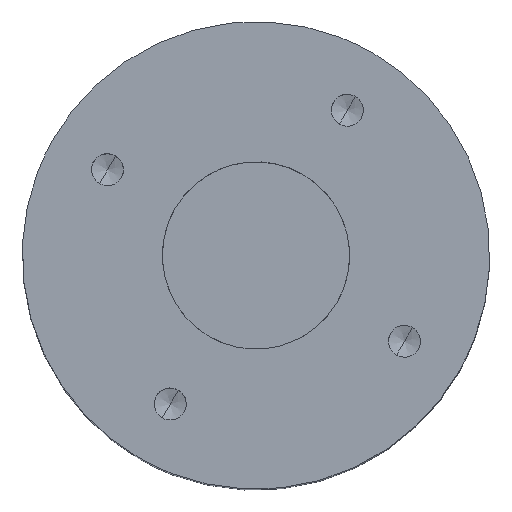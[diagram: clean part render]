
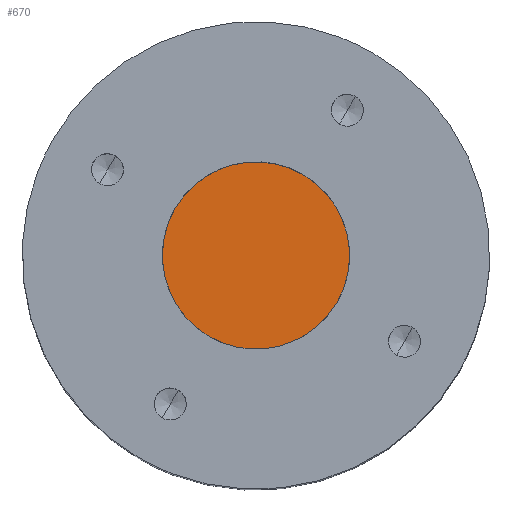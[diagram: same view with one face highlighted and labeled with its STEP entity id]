
A CAD part, top view. The second image highlights one B-rep face of the part: STEP entity #670.
In plain terms, the highlighted free-form (B-spline) face has degree [1, 1] with [2, 2] control points.
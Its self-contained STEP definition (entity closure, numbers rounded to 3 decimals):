
#10 = CARTESIAN_POINT ( 'NONE',  ( 2399.76, 2299.025, 180. ) ) ;
#33 = VERTEX_POINT ( 'NONE', #1293 ) ;
#47 = CARTESIAN_POINT ( 'NONE',  ( 2449.089, 2289.813, 180. ) ) ;
#48 = CARTESIAN_POINT ( 'NONE',  ( 2439.292, 2338.412, 180. ) ) ;
#85 = VERTEX_POINT ( 'NONE', #1637 ) ;
#125 = CARTESIAN_POINT ( 'NONE',  ( 2453.348, 2326.123, 180. ) ) ;
#138 = CARTESIAN_POINT ( 'NONE',  ( 2452.244, 2327.837, 180. ) ) ;
#162 = CARTESIAN_POINT ( 'NONE',  ( 2400.593, 2324.224, 180. ) ) ;
#193 = CARTESIAN_POINT ( 'NONE',  ( 2412.467, 2284.742, 180. ) ) ;
#211 = EDGE_CURVE ( 'NONE', #613, #33, #1844, .T. ) ;
#259 = CARTESIAN_POINT ( 'NONE',  ( 2456.411, 2302.495, 180. ) ) ;
#267 = CARTESIAN_POINT ( 'NONE',  ( 2455.148, 2298.932, 180. ) ) ;
#268 = CARTESIAN_POINT ( 'NONE',  ( 2423.769, 2340.609, 180. ) ) ;
#284 = CARTESIAN_POINT ( 'NONE',  ( 2448.411, 2332.353, 180. ) ) ;
#308 = CARTESIAN_POINT ( 'NONE',  ( 2397.941, 2304.975, 180. ) ) ;
#315 = CARTESIAN_POINT ( 'NONE',  ( 2412.467, 2284.742, 180. ) ) ;
#339 = CARTESIAN_POINT ( 'NONE',  ( 2427.095, 2280.651, 180. ) ) ;
#347 = CARTESIAN_POINT ( 'NONE',  ( 2431.191, 2280.879, 180. ) ) ;
#349 = CARTESIAN_POINT ( 'NONE',  ( 2405.87, 2331.675, 180. ) ) ;
#411 = CARTESIAN_POINT ( 'NONE',  ( 2457.473, 2308.323, 180. ) ) ;
#448 = EDGE_CURVE ( 'NONE', #33, #85, #894, .T. ) ;
#451 = CARTESIAN_POINT ( 'NONE',  ( 2397.614, 2307.033, 180. ) ) ;
#480 = CARTESIAN_POINT ( 'NONE',  ( 2415.668, 2283.075, 180. ) ) ;
#500 = CARTESIAN_POINT ( 'NONE',  ( 2435.728, 2339.675, 180. ) ) ;
#576 = CARTESIAN_POINT ( 'NONE',  ( 2415.761, 2338.464, 180. ) ) ;
#607 = CARTESIAN_POINT ( 'NONE',  ( 2409.424, 2286.68, 180. ) ) ;
#613 = VERTEX_POINT ( 'NONE', #661 ) ;
#644 = CARTESIAN_POINT ( 'NONE',  ( 2451.544, 2292.688, 180. ) ) ;
#648 = CARTESIAN_POINT ( 'NONE',  ( 2402.362, 2327.289, 180. ) ) ;
#661 = CARTESIAN_POINT ( 'NONE',  ( 2412.467, 2284.742, 180. ) ) ;
#670 = ADVANCED_FACE ( 'NONE', ( #1701 ), #1014, .F. ) ;
#731 = CARTESIAN_POINT ( 'NONE',  ( 2454.367, 2297.264, 180. ) ) ;
#745 = CARTESIAN_POINT ( 'NONE',  ( 2398.067, 2317.097, 180. ) ) ;
#754 = CARTESIAN_POINT ( 'NONE',  ( 2399.811, 2322.556, 180. ) ) ;
#760 = CARTESIAN_POINT ( 'NONE',  ( 2398.548, 2318.993, 180. ) ) ;
#796 = CARTESIAN_POINT ( 'NONE',  ( 2453.482, 2295.731, 180. ) ) ;
#801 = CARTESIAN_POINT ( 'NONE',  ( 2442.859, 2284.875, 180. ) ) ;
#811 = CARTESIAN_POINT ( 'NONE',  ( 2401.477, 2325.756, 180. ) ) ;
#862 = EDGE_CURVE ( 'NONE', #85, #1236, #1640, .T. ) ;
#878 = CARTESIAN_POINT ( 'NONE',  ( 2457.345, 2314.455, 180. ) ) ;
#894 = B_SPLINE_CURVE_WITH_KNOTS ( 'NONE', 3,
 ( #1786, #731, #267, #259, #1345, #411, #1772, #878, #1934, #1020, #1030, #125, #138, #1173, #284, #1048, #1058, #1224 ),
 .UNSPECIFIED., .F., .F.,
 ( 4, 2, 2, 2, 2, 2, 2, 2, 4 ),
 ( 270., 281.25, 292.5, 303.75, 315., 326.25, 337.5, 348.75, 360. ),
 .UNSPECIFIED. ) ;
#934 = CARTESIAN_POINT ( 'NONE',  ( 2421.126, 2281.332, 180. ) ) ;
#953 = CARTESIAN_POINT ( 'NONE',  ( 2444.573, 2285.98, 180. ) ) ;
#1014 = B_SPLINE_SURFACE_WITH_KNOTS ( 'NONE', 1, 1, ( 
 ( #1338, #1325 ),
 ( #1804, #1960 ) ),
 .UNSPECIFIED., .F., .F., .F.,
 ( 2, 2 ),
 ( 2, 2 ),
 ( -31.226, 31.226 ),
 ( -31.226, 31.226 ),
 .UNSPECIFIED. ) ;
#1020 = CARTESIAN_POINT ( 'NONE',  ( 2455.945, 2320.517, 180. ) ) ;
#1027 = CARTESIAN_POINT ( 'NONE',  ( 2401.477, 2325.756, 180. ) ) ;
#1030 = CARTESIAN_POINT ( 'NONE',  ( 2455.199, 2322.463, 180. ) ) ;
#1046 = CARTESIAN_POINT ( 'NONE',  ( 2405.185, 2290.536, 180. ) ) ;
#1048 = CARTESIAN_POINT ( 'NONE',  ( 2445.535, 2334.808, 180. ) ) ;
#1058 = CARTESIAN_POINT ( 'NONE',  ( 2444.024, 2335.862, 180. ) ) ;
#1063 = CARTESIAN_POINT ( 'NONE',  ( 2402.715, 2293.651, 180. ) ) ;
#1081 = ORIENTED_EDGE ( 'NONE', *, *, #211, .T. ) ;
#1089 = CARTESIAN_POINT ( 'NONE',  ( 2425.059, 2280.751, 180. ) ) ;
#1092 = ORIENTED_EDGE ( 'NONE', *, *, #448, .T. ) ;
#1163 = ORIENTED_EDGE ( 'NONE', *, *, #862, .T. ) ;
#1173 = CARTESIAN_POINT ( 'NONE',  ( 2449.775, 2330.952, 180. ) ) ;
#1203 = CARTESIAN_POINT ( 'NONE',  ( 2397.387, 2311.128, 180. ) ) ;
#1224 = CARTESIAN_POINT ( 'NONE',  ( 2442.492, 2336.746, 180. ) ) ;
#1236 = VERTEX_POINT ( 'NONE', #1027 ) ;
#1244 = CARTESIAN_POINT ( 'NONE',  ( 2437.253, 2282.279, 180. ) ) ;
#1293 = CARTESIAN_POINT ( 'NONE',  ( 2453.482, 2295.731, 180. ) ) ;
#1325 = CARTESIAN_POINT ( 'NONE',  ( 2384.824, 2299.314, 180. ) ) ;
#1327 = CARTESIAN_POINT ( 'NONE',  ( 2417.707, 2339.209, 180. ) ) ;
#1338 = CARTESIAN_POINT ( 'NONE',  ( 2416.05, 2353.399, 180. ) ) ;
#1345 = CARTESIAN_POINT ( 'NONE',  ( 2456.892, 2304.391, 180. ) ) ;
#1349 = CARTESIAN_POINT ( 'NONE',  ( 2401.477, 2325.756, 180. ) ) ;
#1356 = CARTESIAN_POINT ( 'NONE',  ( 2401.611, 2295.365, 180. ) ) ;
#1366 = CARTESIAN_POINT ( 'NONE',  ( 2410.935, 2285.626, 180. ) ) ;
#1384 = CARTESIAN_POINT ( 'NONE',  ( 2413.999, 2283.857, 180. ) ) ;
#1467 = CARTESIAN_POINT ( 'NONE',  ( 2421.711, 2340.282, 180. ) ) ;
#1478 = CARTESIAN_POINT ( 'NONE',  ( 2429.901, 2340.737, 180. ) ) ;
#1500 = CARTESIAN_POINT ( 'NONE',  ( 2399.014, 2300.971, 180. ) ) ;
#1505 = CARTESIAN_POINT ( 'NONE',  ( 2406.549, 2289.135, 180. ) ) ;
#1527 = EDGE_CURVE ( 'NONE', #1236, #613, #1955, .T. ) ;
#1537 = CARTESIAN_POINT ( 'NONE',  ( 2433.249, 2281.206, 180. ) ) ;
#1539 = CARTESIAN_POINT ( 'NONE',  ( 2442.492, 2336.746, 180. ) ) ;
#1542 = CARTESIAN_POINT ( 'NONE',  ( 2403.416, 2328.8, 180. ) ) ;
#1544 = CARTESIAN_POINT ( 'NONE',  ( 2439.199, 2283.024, 180. ) ) ;
#1619 = CARTESIAN_POINT ( 'NONE',  ( 2427.864, 2340.836, 180. ) ) ;
#1636 = CARTESIAN_POINT ( 'NONE',  ( 2412.101, 2336.613, 180. ) ) ;
#1637 = CARTESIAN_POINT ( 'NONE',  ( 2442.492, 2336.746, 180. ) ) ;
#1640 = B_SPLINE_CURVE_WITH_KNOTS ( 'NONE', 3,
 ( #1539, #1704, #48, #500, #1709, #1478, #1619, #268, #1467, #1327, #576, #1636, #1695, #1649, #349, #1542, #648, #811 ),
 .UNSPECIFIED., .F., .F.,
 ( 4, 2, 2, 2, 2, 2, 2, 2, 4 ),
 ( 180., 191.25, 202.5, 213.75, 225., 236.25, 247.5, 258.75, 270. ),
 .UNSPECIFIED. ) ;
#1649 = CARTESIAN_POINT ( 'NONE',  ( 2407.271, 2333.039, 180. ) ) ;
#1675 = CARTESIAN_POINT ( 'NONE',  ( 2397.487, 2313.165, 180. ) ) ;
#1690 = EDGE_LOOP ( 'NONE', ( #1163, #1735, #1081, #1092 ) ) ;
#1695 = CARTESIAN_POINT ( 'NONE',  ( 2410.387, 2335.508, 180. ) ) ;
#1701 = FACE_OUTER_BOUND ( 'NONE', #1690, .T. ) ;
#1703 = CARTESIAN_POINT ( 'NONE',  ( 2452.598, 2294.199, 180. ) ) ;
#1704 = CARTESIAN_POINT ( 'NONE',  ( 2440.96, 2337.631, 180. ) ) ;
#1709 = CARTESIAN_POINT ( 'NONE',  ( 2433.833, 2340.156, 180. ) ) ;
#1735 = ORIENTED_EDGE ( 'NONE', *, *, #1527, .T. ) ;
#1772 = CARTESIAN_POINT ( 'NONE',  ( 2457.572, 2310.36, 180. ) ) ;
#1786 = CARTESIAN_POINT ( 'NONE',  ( 2453.482, 2295.731, 180. ) ) ;
#1804 = CARTESIAN_POINT ( 'NONE',  ( 2470.135, 2322.173, 180. ) ) ;
#1838 = CARTESIAN_POINT ( 'NONE',  ( 2419.231, 2281.812, 180. ) ) ;
#1844 = B_SPLINE_CURVE_WITH_KNOTS ( 'NONE', 3,
 ( #193, #1384, #480, #1838, #934, #1089, #339, #347, #1537, #1244, #1544, #801, #953, #1860, #47, #644, #1703, #796 ),
 .UNSPECIFIED., .F., .F.,
 ( 4, 2, 2, 2, 2, 2, 2, 2, 4 ),
 ( 0., 45., 90., 135., 180., 225., 270., 315., 360. ),
 .UNSPECIFIED. ) ;
#1860 = CARTESIAN_POINT ( 'NONE',  ( 2447.688, 2288.449, 180. ) ) ;
#1934 = CARTESIAN_POINT ( 'NONE',  ( 2457.018, 2316.513, 180. ) ) ;
#1955 = B_SPLINE_CURVE_WITH_KNOTS ( 'NONE', 3,
 ( #1349, #162, #754, #760, #745, #1675, #1203, #451, #308, #1500, #10, #1356, #1063, #1046, #1505, #607, #1366, #315 ),
 .UNSPECIFIED., .F., .F.,
 ( 4, 2, 2, 2, 2, 2, 2, 2, 4 ),
 ( 90., 101.25, 112.5, 123.75, 135., 146.25, 157.5, 168.75, 180. ),
 .UNSPECIFIED. ) ;
#1960 = CARTESIAN_POINT ( 'NONE',  ( 2438.909, 2268.088, 180. ) ) ;
